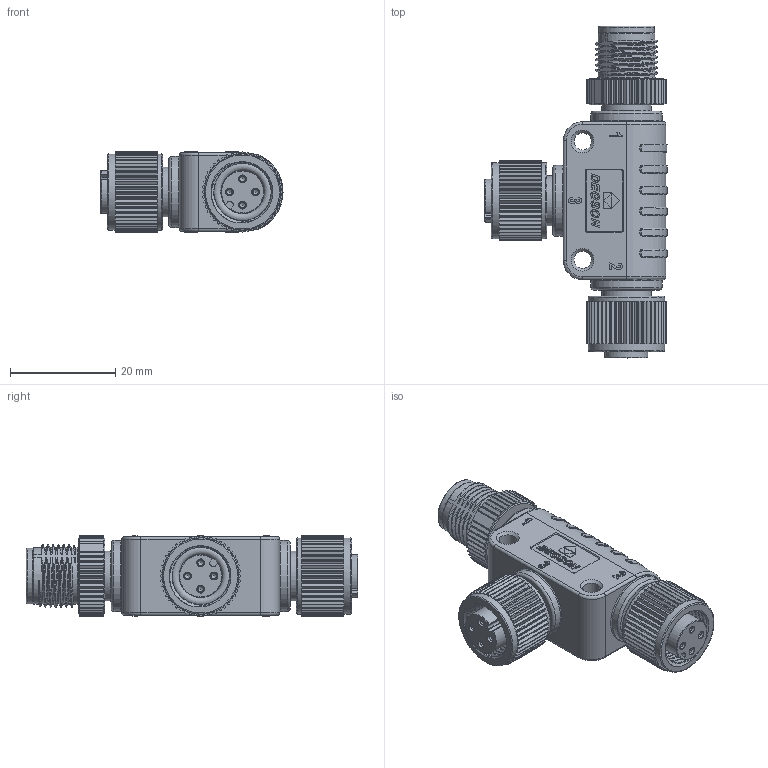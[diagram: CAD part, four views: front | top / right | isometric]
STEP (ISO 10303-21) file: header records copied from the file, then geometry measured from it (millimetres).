
FILE_DESCRIPTION(/* description */ (''),/* implementation_level */ '2;1');
FILE_NAME(/* name */ 'FT-M12A-04F-M12A-04M-K4-0200.stp',/* time_stamp */ '2020-04-24T16:13:53+08:00',/* author */ (''),/* organization */ (''),/* preprocessor_version */ 'ST-DEVELOPER v16.7',/* originating_system */ 'SIEMENS PLM Software NX 12.0',/* authorisation */ '');
FILE_SCHEMA (('AUTOMOTIVE_DESIGN { 1 0 10303 214 3 1 1 1 }'));
Length unit declared in the file: millimetre
Products named in the file (1): FT-M12A-04F-M12A-04M-K4-0200
Bounding box: 34.6 x 63.1 x 15.3 mm (x, y, z)
Volume: 13216.4 mm3; surface area: 7302 mm2
Topology: 1 solids, 1 shells, 1878 faces, 4965 edges, 3239 vertices
Faces by surface type: plane 1305, cylinder 322, bspline 91, extrusion 56, cone 55, torus 45, sphere 4
Full cylindrical faces by diameter (mm): 1 x4, 1.02 x4, 1.05 x8, 1.2 x8, 1.4 x4, 1.5 x8, 3.3 x2, 8.2 x2, 8.3 x1, 9.5 x3, 10.6 x1, 10.917 x12, 13.5 x3, 14.5 x2
Entity records: 81385 total; most frequent: CARTESIAN_POINT 29988, ORIENTED_EDGE 9462, DIRECTION 8719, EDGE_CURVE 4731, VECTOR 3381, LINE 3325, VERTEX_POINT 3136, AXIS2_PLACEMENT_3D 2669
